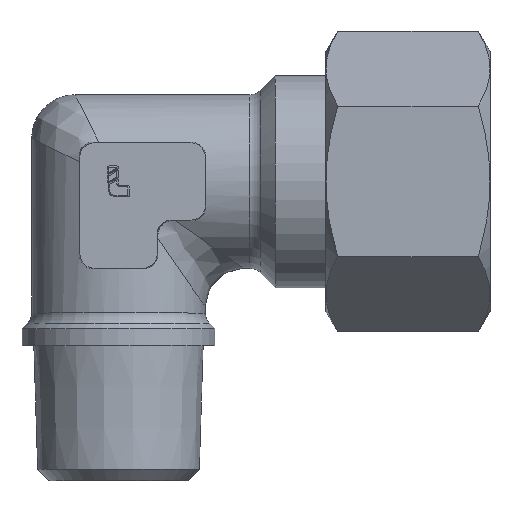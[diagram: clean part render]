
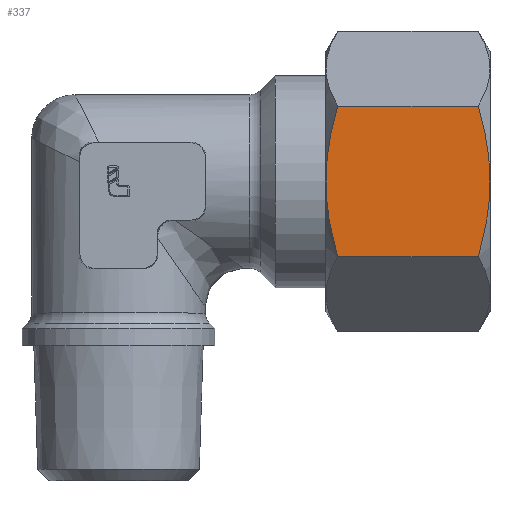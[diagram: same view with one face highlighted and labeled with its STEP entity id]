
A CAD part, top view. The second image highlights one B-rep face of the part: STEP entity #337.
In plain terms, the highlighted planar face has unit normal (0, 0, 1).
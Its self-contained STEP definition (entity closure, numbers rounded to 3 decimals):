
#337=ADVANCED_FACE('',(#772),#773,.T.);
#772=FACE_OUTER_BOUND('',#1372,.T.);
#773=PLANE('',#1373);
#1372=EDGE_LOOP('',(#2414,#2415,#2416,#2417,#2418,#2419));
#1373=AXIS2_PLACEMENT_3D('',#2420,#2421,#2422);
#2414=ORIENTED_EDGE('',*,*,#3658,.T.);
#2415=ORIENTED_EDGE('',*,*,#3711,.T.);
#2416=ORIENTED_EDGE('',*,*,#3712,.T.);
#2417=ORIENTED_EDGE('',*,*,#3713,.F.);
#2418=ORIENTED_EDGE('',*,*,#3714,.F.);
#2419=ORIENTED_EDGE('',*,*,#3715,.F.);
#2420=CARTESIAN_POINT('',(38.502,-7.794,13.5));
#2421=DIRECTION('',(0.0,0.0,1.0));
#2422=DIRECTION('',(1.0,-0.0,0.0));
#3658=EDGE_CURVE('',#4431,#4429,#4432,.T.);
#3711=EDGE_CURVE('',#4429,#4506,#4507,.T.);
#3712=EDGE_CURVE('',#4506,#4508,#4509,.T.);
#3713=EDGE_CURVE('',#4071,#4508,#4510,.T.);
#3714=EDGE_CURVE('',#4511,#4071,#4512,.T.);
#3715=EDGE_CURVE('',#4431,#4511,#4513,.T.);
#4071=VERTEX_POINT('',#5088);
#4429=VERTEX_POINT('',#5751);
#4431=VERTEX_POINT('',#5753);
#4432=(B_SPLINE_CURVE(2,(#5755,#5756,#5757),.UNSPECIFIED.,.F.,.F.)B_SPLINE_CURVE_WITH_KNOTS((3,3),(-6.316,-4.624),.UNSPECIFIED.)RATIONAL_B_SPLINE_CURVE((2.,2.155,2.155))BOUNDED_CURVE()REPRESENTATION_ITEM('')GEOMETRIC_REPRESENTATION_ITEM()CURVE());
#4506=VERTEX_POINT('',#5895);
#4507=(B_SPLINE_CURVE(2,(#5897,#5898,#5899),.UNSPECIFIED.,.F.,.F.)B_SPLINE_CURVE_WITH_KNOTS((3,3),(-4.624,-2.931),.UNSPECIFIED.)RATIONAL_B_SPLINE_CURVE((2.155,2.155,2.))BOUNDED_CURVE()REPRESENTATION_ITEM('')GEOMETRIC_REPRESENTATION_ITEM()CURVE());
#4508=VERTEX_POINT('',#5906);
#4509=LINE('',#5907,#5908);
#4510=(B_SPLINE_CURVE(2,(#5910,#5911,#5912),.UNSPECIFIED.,.F.,.F.)B_SPLINE_CURVE_WITH_KNOTS((3,3),(-4.624,-2.931),.UNSPECIFIED.)RATIONAL_B_SPLINE_CURVE((2.155,2.155,2.))BOUNDED_CURVE()REPRESENTATION_ITEM('')GEOMETRIC_REPRESENTATION_ITEM()CURVE());
#4511=VERTEX_POINT('',#5919);
#4512=(B_SPLINE_CURVE(2,(#5921,#5922,#5923),.UNSPECIFIED.,.F.,.F.)B_SPLINE_CURVE_WITH_KNOTS((3,3),(-6.316,-4.624),.UNSPECIFIED.)RATIONAL_B_SPLINE_CURVE((2.,2.155,2.155))BOUNDED_CURVE()REPRESENTATION_ITEM('')GEOMETRIC_REPRESENTATION_ITEM()CURVE());
#4513=LINE('',#5930,#5931);
#5088=CARTESIAN_POINT('',(21.502,0.,13.5));
#5751=CARTESIAN_POINT('',(38.502,0.,13.5));
#5753=CARTESIAN_POINT('',(37.296,-7.794,13.5));
#5755=CARTESIAN_POINT('',(37.296,-7.794,13.5));
#5756=CARTESIAN_POINT('',(38.502,-3.617,13.5));
#5757=CARTESIAN_POINT('',(38.502,0.,13.5));
#5895=CARTESIAN_POINT('',(37.296,7.794,13.5));
#5897=CARTESIAN_POINT('',(38.502,0.,13.5));
#5898=CARTESIAN_POINT('',(38.502,3.617,13.5));
#5899=CARTESIAN_POINT('',(37.296,7.794,13.5));
#5906=CARTESIAN_POINT('',(22.708,7.794,13.5));
#5907=CARTESIAN_POINT('',(37.296,7.794,13.5));
#5908=VECTOR('',#7063,14.588);
#5910=CARTESIAN_POINT('',(21.502,0.,13.5));
#5911=CARTESIAN_POINT('',(21.502,3.617,13.5));
#5912=CARTESIAN_POINT('',(22.708,7.794,13.5));
#5919=CARTESIAN_POINT('',(22.708,-7.794,13.5));
#5921=CARTESIAN_POINT('',(22.708,-7.794,13.5));
#5922=CARTESIAN_POINT('',(21.502,-3.617,13.5));
#5923=CARTESIAN_POINT('',(21.502,0.,13.5));
#5930=CARTESIAN_POINT('',(37.296,-7.794,13.5));
#5931=VECTOR('',#7064,14.588);
#7063=DIRECTION('',(-1.0,0.0,0.0));
#7064=DIRECTION('',(-1.0,0.0,0.0));
